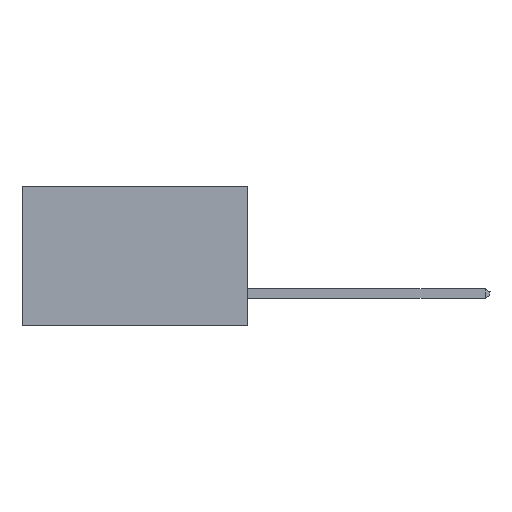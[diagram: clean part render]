
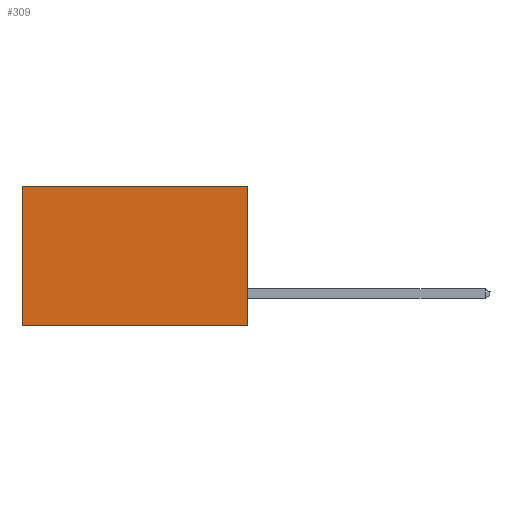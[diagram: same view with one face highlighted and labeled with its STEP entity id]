
A CAD part, left-side view. The second image highlights one B-rep face of the part: STEP entity #309.
In plain terms, the highlighted planar face has unit normal (-1, 0, 0).
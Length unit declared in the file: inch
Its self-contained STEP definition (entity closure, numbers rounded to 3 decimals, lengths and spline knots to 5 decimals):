
#309 = ADVANCED_FACE ( 'NONE', ( #8326 ), #8148, .F. ) ;
#369 = CARTESIAN_POINT ( 'NONE',  ( 0.2615, 0., -0.37 ) ) ;
#416 = EDGE_CURVE ( 'NONE', #7704, #9096, #11349, .T. ) ;
#561 = ORIENTED_EDGE ( 'NONE', *, *, #416, .F. ) ;
#1504 = LINE ( 'NONE', #16325, #14916 ) ;
#3272 = ORIENTED_EDGE ( 'NONE', *, *, #13558, .T. ) ;
#3320 = DIRECTION ( 'NONE',  ( 0., 1., 0. ) ) ;
#4325 = EDGE_LOOP ( 'NONE', ( #3272, #11941, #561, #15682 ) ) ;
#4389 = DIRECTION ( 'NONE',  ( 0., 0., -1. ) ) ;
#4851 = CARTESIAN_POINT ( 'NONE',  ( 0.2615, 0., 0. ) ) ;
#5030 = LINE ( 'NONE', #16628, #13279 ) ;
#7645 = CARTESIAN_POINT ( 'NONE',  ( 0.2615, 0., -0.37 ) ) ;
#7704 = VERTEX_POINT ( 'NONE', #4851 ) ;
#8148 = PLANE ( 'NONE',  #15556 ) ;
#8326 = FACE_OUTER_BOUND ( 'NONE', #4325, .T. ) ;
#9096 = VERTEX_POINT ( 'NONE', #7645 ) ;
#9699 = VERTEX_POINT ( 'NONE', #11002 ) ;
#9716 = LINE ( 'NONE', #11176, #14379 ) ;
#10294 = VERTEX_POINT ( 'NONE', #15399 ) ;
#10857 = EDGE_CURVE ( 'NONE', #9096, #9699, #1504, .T. ) ;
#11002 = CARTESIAN_POINT ( 'NONE',  ( 0.2615, 0.6, -0.37 ) ) ;
#11105 = CARTESIAN_POINT ( 'NONE',  ( 0.2615, 0., -0.37 ) ) ;
#11176 = CARTESIAN_POINT ( 'NONE',  ( 0.2615, 0., 0. ) ) ;
#11349 = LINE ( 'NONE', #11105, #12474 ) ;
#11941 = ORIENTED_EDGE ( 'NONE', *, *, #10857, .F. ) ;
#12231 = DIRECTION ( 'NONE',  ( 0., 1., 0. ) ) ;
#12474 = VECTOR ( 'NONE', #4389, 39.37008 ) ;
#12592 = EDGE_CURVE ( 'NONE', #7704, #10294, #9716, .T. ) ;
#13279 = VECTOR ( 'NONE', #15407, 39.37008 ) ;
#13558 = EDGE_CURVE ( 'NONE', #10294, #9699, #5030, .T. ) ;
#13625 = DIRECTION ( 'NONE',  ( 1., 0., 0. ) ) ;
#14379 = VECTOR ( 'NONE', #3320, 39.37008 ) ;
#14589 = DIRECTION ( 'NONE',  ( 0., 0., -1. ) ) ;
#14916 = VECTOR ( 'NONE', #12231, 39.37008 ) ;
#15399 = CARTESIAN_POINT ( 'NONE',  ( 0.2615, 0.6, 0. ) ) ;
#15407 = DIRECTION ( 'NONE',  ( 0., 0., -1. ) ) ;
#15556 = AXIS2_PLACEMENT_3D ( 'NONE', #369, #13625, #14589 ) ;
#15682 = ORIENTED_EDGE ( 'NONE', *, *, #12592, .T. ) ;
#16325 = CARTESIAN_POINT ( 'NONE',  ( 0.2615, 0., -0.37 ) ) ;
#16628 = CARTESIAN_POINT ( 'NONE',  ( 0.2615, 0.6, -0.37 ) ) ;
